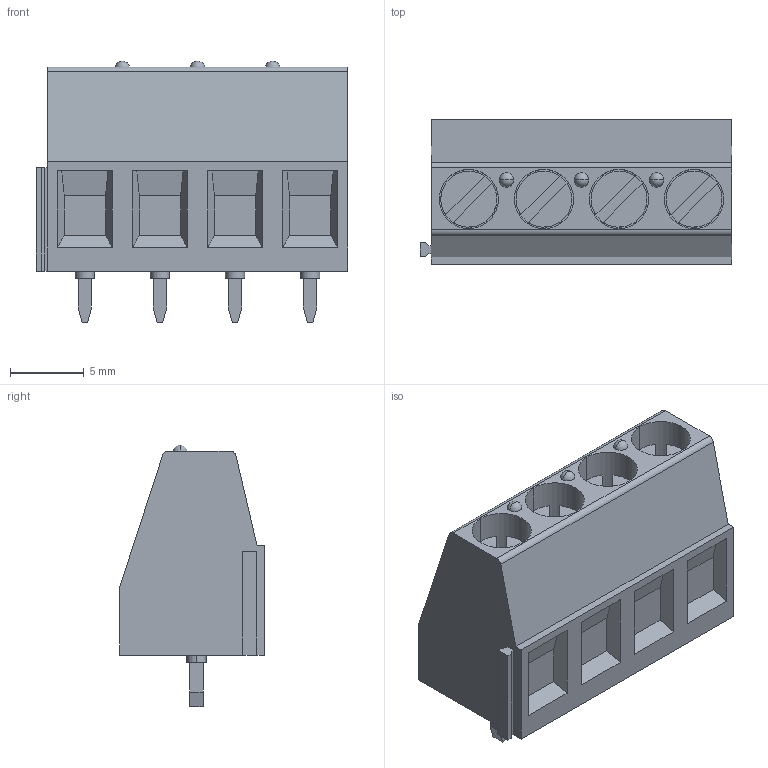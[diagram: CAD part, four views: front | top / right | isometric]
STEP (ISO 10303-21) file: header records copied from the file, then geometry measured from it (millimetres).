
FILE_DESCRIPTION((''),'2;1');
FILE_NAME('PHOENIX_1715747.stp','2013-02-25T18:35:08',(''),(''),'Mechanical Desktop 2011','Mechanical Desktop 2011',', , ');
FILE_SCHEMA(('AUTOMOTIVE_DESIGN { 1 2 10303 214 1 1 1 1 }'));
Length unit declared in the file: millimetre
Products named in the file (1): Product
Bounding box: 21.06 x 9.8 x 17.7 mm (x, y, z)
Volume: 2159.7 mm3; surface area: 1633.5 mm2
Topology: 17 solids, 17 shells, 225 faces, 526 edges, 344 vertices
Faces by surface type: plane 174, cylinder 45, sphere 6
Entity records: 6389 total; most frequent: DIRECTION 1095, CARTESIAN_POINT 1090, ORIENTED_EDGE 1040, EDGE_CURVE 520, VECTOR 397, LINE 397, AXIS2_PLACEMENT_3D 349, VERTEX_POINT 344
